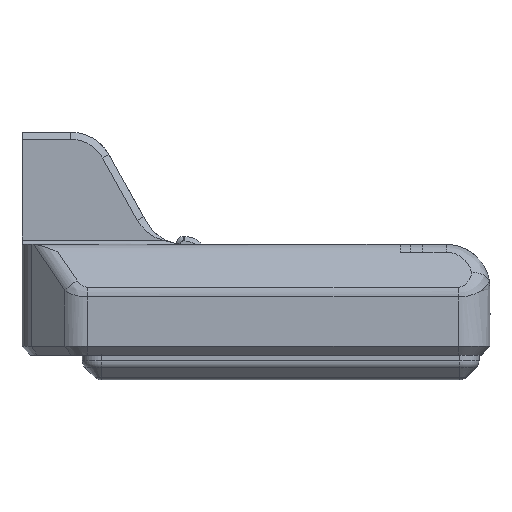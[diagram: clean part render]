
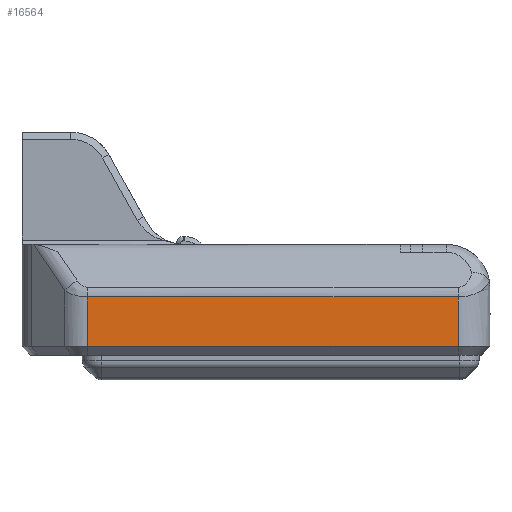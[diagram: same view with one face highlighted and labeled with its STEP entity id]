
A CAD part, front view. The second image highlights one B-rep face of the part: STEP entity #16564.
In plain terms, the highlighted face is planar.
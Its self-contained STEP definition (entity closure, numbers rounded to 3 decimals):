
#1210 = ORIENTED_EDGE ( 'NONE', *, *, #9471, .F. ) ;
#1986 = VECTOR ( 'NONE', #21927, 1000. ) ;
#5013 = CARTESIAN_POINT ( 'NONE',  ( -16.6, 53.201, -10.7 ) ) ;
#5185 = LINE ( 'NONE', #17332, #7092 ) ;
#5785 = VECTOR ( 'NONE', #17766, 1000. ) ;
#5956 = VERTEX_POINT ( 'NONE', #21517 ) ;
#7092 = VECTOR ( 'NONE', #19288, 1000. ) ;
#7574 = CARTESIAN_POINT ( 'NONE',  ( -16.6, 7.429, 1.9 ) ) ;
#7751 = AXIS2_PLACEMENT_3D ( 'NONE', #5013, #19112, #10495 ) ;
#8450 = VERTEX_POINT ( 'NONE', #23025 ) ;
#9471 = EDGE_CURVE ( 'NONE', #15916, #17816, #5185, .T. ) ;
#10274 = PLANE ( 'NONE',  #7751 ) ;
#10495 = DIRECTION ( 'NONE',  ( 0., 0., 1. ) ) ;
#10648 = ORIENTED_EDGE ( 'NONE', *, *, #21551, .T. ) ;
#11623 = LINE ( 'NONE', #18475, #21353 ) ;
#12256 = EDGE_CURVE ( 'NONE', #17816, #8450, #18289, .T. ) ;
#14020 = FACE_OUTER_BOUND ( 'NONE', #14565, .T. ) ;
#14565 = EDGE_LOOP ( 'NONE', ( #1210, #20599, #10648, #21708 ) ) ;
#14618 = CARTESIAN_POINT ( 'NONE',  ( -16.6, 49.601, -4.728 ) ) ;
#15916 = VERTEX_POINT ( 'NONE', #16046 ) ;
#16046 = CARTESIAN_POINT ( 'NONE',  ( -16.6, 49.601, 0.9 ) ) ;
#16141 = LINE ( 'NONE', #14618, #5785 ) ;
#16314 = CARTESIAN_POINT ( 'NONE',  ( -16.6, 7.429, 0.9 ) ) ;
#16564 = ADVANCED_FACE ( 'NONE', ( #14020 ), #10274, .T. ) ;
#17332 = CARTESIAN_POINT ( 'NONE',  ( -16.6, 49.601, 0.9 ) ) ;
#17766 = DIRECTION ( 'NONE',  ( 0., -1., 0. ) ) ;
#17816 = VERTEX_POINT ( 'NONE', #16314 ) ;
#18289 = LINE ( 'NONE', #7574, #1986 ) ;
#18475 = CARTESIAN_POINT ( 'NONE',  ( -16.6, 49.601, 0.9 ) ) ;
#19112 = DIRECTION ( 'NONE',  ( -1., 0., 0. ) ) ;
#19288 = DIRECTION ( 'NONE',  ( 0., -1., 0. ) ) ;
#20599 = ORIENTED_EDGE ( 'NONE', *, *, #21278, .T. ) ;
#21278 = EDGE_CURVE ( 'NONE', #15916, #5956, #11623, .T. ) ;
#21353 = VECTOR ( 'NONE', #21872, 1000. ) ;
#21517 = CARTESIAN_POINT ( 'NONE',  ( -16.6, 49.601, -4.728 ) ) ;
#21551 = EDGE_CURVE ( 'NONE', #5956, #8450, #16141, .T. ) ;
#21708 = ORIENTED_EDGE ( 'NONE', *, *, #12256, .F. ) ;
#21872 = DIRECTION ( 'NONE',  ( 0., 0., -1. ) ) ;
#21927 = DIRECTION ( 'NONE',  ( 0., 0., -1. ) ) ;
#23025 = CARTESIAN_POINT ( 'NONE',  ( -16.6, 7.429, -4.728 ) ) ;
